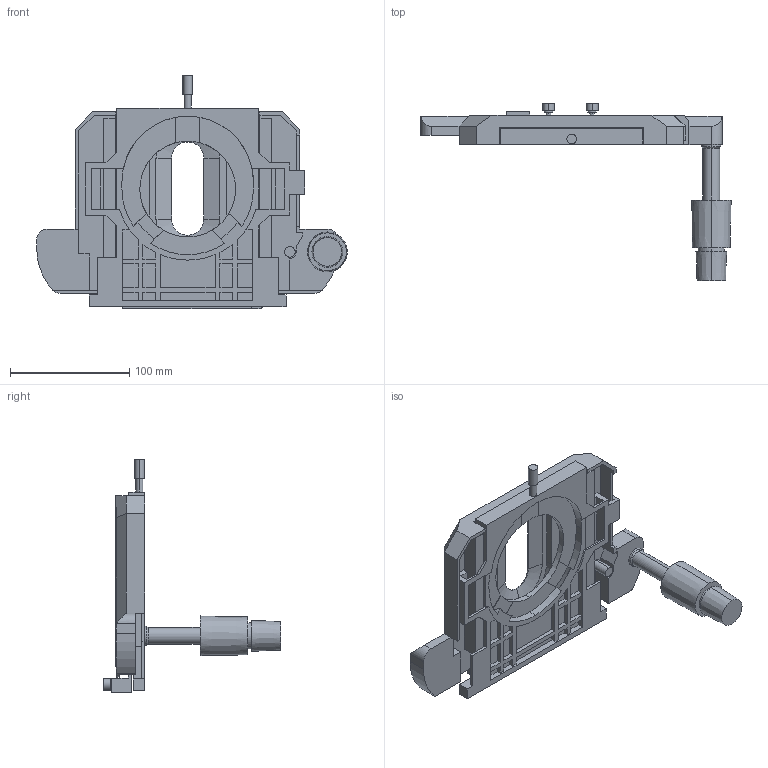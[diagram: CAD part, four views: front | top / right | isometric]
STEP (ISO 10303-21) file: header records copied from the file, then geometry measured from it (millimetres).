
FILE_DESCRIPTION (( 'STEP AP214' ), '1' );
FILE_NAME ('TTN040459-E0W.STEP', '2019-08-05T18:06:16', ( '' ), ( '' ), 'SwSTEP 2.0', 'SolidWorks 2018', '' );
FILE_SCHEMA (( 'AUTOMOTIVE_DESIGN' ));
Length unit declared in the file: inch
Products named in the file (2): TTN040459-E0W
Bounding box: 259.82 x 148.62 x 195.5 mm (x, y, z)
Volume: 525798 mm3; surface area: 161009.3 mm2
Topology: 1 solids, 1 shells, 347 faces, 971 edges, 640 vertices
Faces by surface type: plane 265, cylinder 71, cone 11
Entity records: 11618 total; most frequent: CARTESIAN_POINT 1978, ORIENTED_EDGE 1942, DIRECTION 1832, EDGE_CURVE 971, VECTOR 796, LINE 796, VERTEX_POINT 640, AXIS2_PLACEMENT_3D 518
